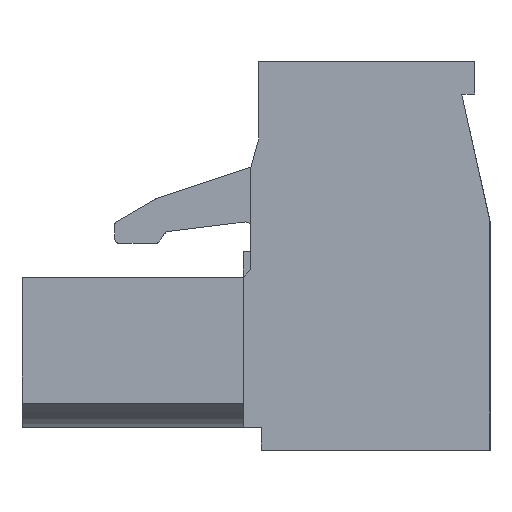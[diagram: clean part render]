
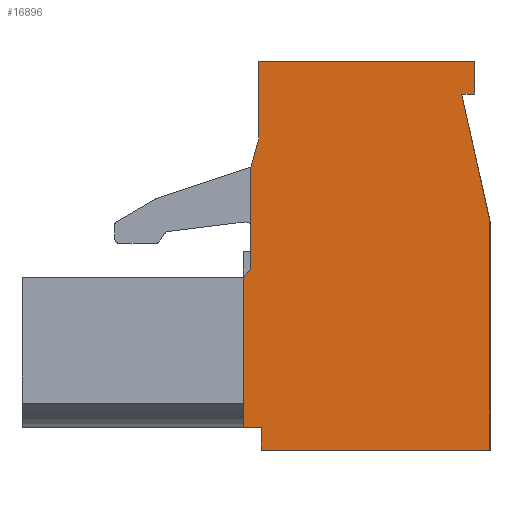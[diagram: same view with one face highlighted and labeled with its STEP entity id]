
A CAD part, left-side view. The second image highlights one B-rep face of the part: STEP entity #16896.
In plain terms, the highlighted planar face has unit normal (-1, 0, 0).
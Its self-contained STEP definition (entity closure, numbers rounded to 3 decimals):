
#2969=ORIENTED_EDGE('',*,*,#6526,.F.);
#2970=ORIENTED_EDGE('',*,*,#5862,.F.);
#2971=ORIENTED_EDGE('',*,*,#6195,.F.);
#2972=ORIENTED_EDGE('',*,*,#5652,.F.);
#2973=ORIENTED_EDGE('',*,*,#6181,.F.);
#2974=ORIENTED_EDGE('',*,*,#5913,.F.);
#2975=ORIENTED_EDGE('',*,*,#5700,.F.);
#2976=ORIENTED_EDGE('',*,*,#6182,.F.);
#2977=ORIENTED_EDGE('',*,*,#5620,.F.);
#2978=ORIENTED_EDGE('',*,*,#6186,.F.);
#2979=ORIENTED_EDGE('',*,*,#6189,.F.);
#2980=ORIENTED_EDGE('',*,*,#5330,.F.);
#2981=ORIENTED_EDGE('',*,*,#6226,.F.);
#5330=EDGE_CURVE('',#7727,#7728,#9309,.T.);
#5620=EDGE_CURVE('',#7980,#7981,#9574,.T.);
#5652=EDGE_CURVE('',#8012,#8013,#9606,.T.);
#5700=EDGE_CURVE('',#8054,#8055,#9653,.T.);
#5862=EDGE_CURVE('',#8209,#8210,#9786,.T.);
#5913=EDGE_CURVE('',#8055,#8251,#9836,.T.);
#6181=EDGE_CURVE('',#8251,#8012,#10079,.T.);
#6182=EDGE_CURVE('',#7981,#8054,#10080,.T.);
#6186=EDGE_CURVE('',#8439,#7980,#10084,.T.);
#6189=EDGE_CURVE('',#7728,#8439,#10087,.T.);
#6195=EDGE_CURVE('',#8013,#8209,#10093,.T.);
#6226=EDGE_CURVE('',#8451,#7727,#10122,.T.);
#6526=EDGE_CURVE('',#8210,#8451,#10382,.T.);
#7727=VERTEX_POINT('',#23340);
#7728=VERTEX_POINT('',#23342);
#7980=VERTEX_POINT('',#23922);
#7981=VERTEX_POINT('',#23924);
#8012=VERTEX_POINT('',#23987);
#8013=VERTEX_POINT('',#23989);
#8054=VERTEX_POINT('',#24078);
#8055=VERTEX_POINT('',#24080);
#8209=VERTEX_POINT('',#24400);
#8210=VERTEX_POINT('',#24402);
#8251=VERTEX_POINT('',#24504);
#8439=VERTEX_POINT('',#25030);
#8451=VERTEX_POINT('',#25108);
#9309=LINE('',#23341,#11433);
#9574=LINE('',#23923,#11698);
#9606=LINE('',#23988,#11730);
#9653=LINE('',#24079,#11777);
#9786=LINE('',#24401,#11910);
#9836=LINE('',#24503,#11960);
#10079=LINE('',#25020,#12203);
#10080=LINE('',#25022,#12204);
#10084=LINE('',#25031,#12208);
#10087=LINE('',#25036,#12211);
#10093=LINE('',#25045,#12217);
#10122=LINE('',#25109,#12246);
#10382=LINE('',#25762,#12506);
#11433=VECTOR('',#18819,1000.);
#11698=VECTOR('',#19212,1000.);
#11730=VECTOR('',#19246,1000.);
#11777=VECTOR('',#19297,1000.);
#11910=VECTOR('',#19498,1000.);
#11960=VECTOR('',#19570,1000.);
#12203=VECTOR('',#19991,1000.);
#12204=VECTOR('',#19994,1000.);
#12208=VECTOR('',#20000,1000.);
#12211=VECTOR('',#20005,1000.);
#12217=VECTOR('',#20015,1000.);
#12246=VECTOR('',#20094,1000.);
#12506=VECTOR('',#20940,1000.);
#14092=EDGE_LOOP('',(#2969,#2970,#2971,#2972,#2973,#2974,#2975,#2976,#2977,
#2978,#2979,#2980,#2981));
#15157=FACE_BOUND('',#14092,.T.);
#16054=PLANE('',#18191);
#16896=ADVANCED_FACE('',(#15157),#16054,.F.);
#18191=AXIS2_PLACEMENT_3D('',#25896,#21102,#21103);
#18819=DIRECTION('',(0.,0.,1.));
#19212=DIRECTION('',(0.,-1.,0.));
#19246=DIRECTION('',(0.,1.,0.));
#19297=DIRECTION('',(0.,1.,0.));
#19498=DIRECTION('',(0.,1.,0.));
#19570=DIRECTION('',(0.,-0.217,-0.976));
#19991=DIRECTION('',(0.,0.,-1.));
#19994=DIRECTION('',(0.,0.,-1.));
#20000=DIRECTION('',(0.,0.,1.));
#20005=DIRECTION('',(0.,-0.263,0.965));
#20015=DIRECTION('',(0.,0.,1.));
#20094=DIRECTION('',(0.,-0.707,0.707));
#20940=DIRECTION('',(0.,0.,1.));
#21102=DIRECTION('',(1.,0.,0.));
#21103=DIRECTION('',(0.,0.,-1.));
#23340=CARTESIAN_POINT('',(-17.88,4.85,2.575));
#23341=CARTESIAN_POINT('',(-17.88,4.85,6.55));
#23342=CARTESIAN_POINT('',(-17.88,4.85,6.55));
#23922=CARTESIAN_POINT('',(-17.88,4.55,10.65));
#23923=CARTESIAN_POINT('',(-17.88,-3.85,10.65));
#23924=CARTESIAN_POINT('',(-17.88,-3.85,10.65));
#23987=CARTESIAN_POINT('',(-17.88,-4.45,-4.45));
#23988=CARTESIAN_POINT('',(-17.88,4.45,-4.45));
#23989=CARTESIAN_POINT('',(-17.88,4.45,-4.45));
#24078=CARTESIAN_POINT('',(-17.88,-3.85,9.4));
#24079=CARTESIAN_POINT('',(-17.88,-3.35,9.4));
#24080=CARTESIAN_POINT('',(-17.88,-3.35,9.4));
#24400=CARTESIAN_POINT('',(-17.88,4.45,-3.575));
#24401=CARTESIAN_POINT('',(-17.88,5.15,-3.575));
#24402=CARTESIAN_POINT('',(-17.88,5.15,-3.575));
#24503=CARTESIAN_POINT('',(-17.88,-3.35,9.4));
#24504=CARTESIAN_POINT('',(-17.88,-4.45,4.45));
#25020=CARTESIAN_POINT('',(-17.88,-4.45,-4.45));
#25022=CARTESIAN_POINT('',(-17.88,-3.85,9.4));
#25030=CARTESIAN_POINT('',(-17.88,4.55,7.65));
#25031=CARTESIAN_POINT('',(-17.88,4.55,10.65));
#25036=CARTESIAN_POINT('',(-17.88,4.55,7.65));
#25045=CARTESIAN_POINT('',(-17.88,4.45,-3.575));
#25108=CARTESIAN_POINT('',(-17.88,5.15,2.275));
#25109=CARTESIAN_POINT('',(-17.88,5.15,2.275));
#25762=CARTESIAN_POINT('',(-17.88,5.15,2.275));
#25896=CARTESIAN_POINT('',(-17.88,0.,0.));
